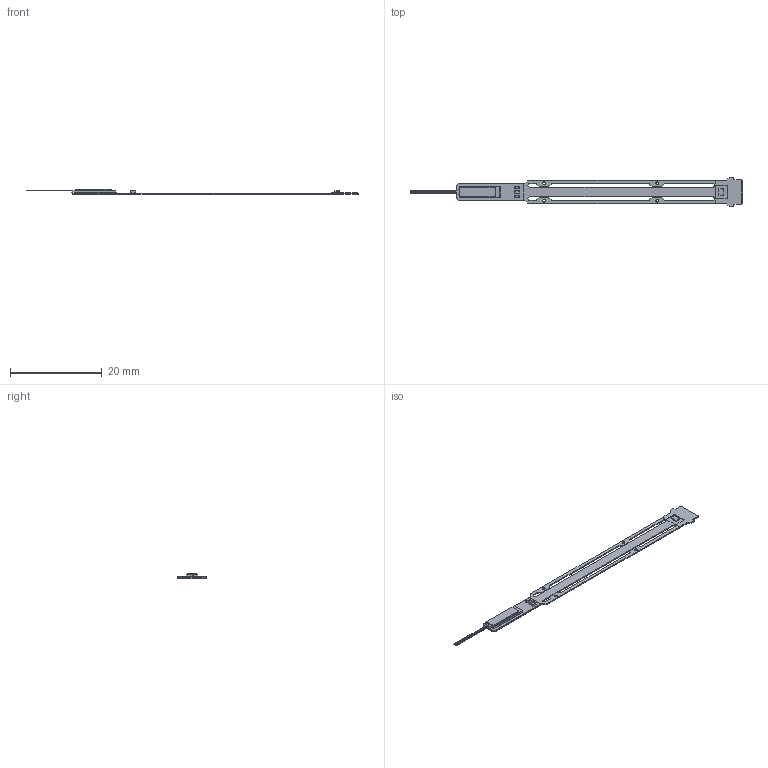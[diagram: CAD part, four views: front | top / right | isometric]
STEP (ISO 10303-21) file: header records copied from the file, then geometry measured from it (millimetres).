
FILE_DESCRIPTION(('Open CASCADE Model'),'2;1');
FILE_NAME('Open CASCADE Shape Model','2023-01-13T11:57:06',('Author'),( 'Open CASCADE'),'Open CASCADE STEP processor 6.8','Open CASCADE 6.8' ,'Unknown');
FILE_SCHEMA(('AUTOMOTIVE_DESIGN { 1 0 10303 214 1 1 1 1 }'));
Length unit declared in the file: millimetre
Products named in the file (28): PCB; Board; Open CASCADE STEP translator 6.8 1.1.1; Open CASCADE STEP translator 6.8 1.1.2; Open CASCADE STEP translator 6.8 1.1.3; U101; VCSP50L1_ROM_edit_RGB8421504; U100; 6269125392; Extruded; 6268649152; 6268648832; U1; 6269128032; 6269127472; Sphere; C105; CerCap_0402; C103; C101; Free-Models; 6217102448; 6217597312
Assembly tree (43 placements, depth 4):
  PCB
    Board
      Open CASCADE STEP translator 6.8 1.1.1
      Open CASCADE STEP translator 6.8 1.1.2
      Open CASCADE STEP translator 6.8 1.1.3
    U101
      VCSP50L1_ROM_edit_RGB8421504
    U100
      6269125392  x4
        Extruded
      6268649152
        Extruded
      6268648832
        Extruded
    U1
      6269128032
        Extruded
      6269127472  x12
        Sphere
    C105
      CerCap_0402
    C103
      CerCap_0402
    C101
      CerCap_0402
    Free-Models
      6217102448
        Extruded
      6217597312
        Extruded
Bounding box: 72.41 x 6.4 x 1.23 mm (x, y, z)
Volume: 82.6 mm3; surface area: 876.3 mm2
Topology: 47 solids, 47 shells, 511 faces, 1299 edges, 762 vertices
Faces by surface type: plane 331, cylinder 64, sphere 60, bspline 56
Full cylindrical faces by diameter (mm): 0.6 x4
Entity records: 12745 total; most frequent: CARTESIAN_POINT 2958, ORIENTED_EDGE 1782, DIRECTION 1629, EDGE_CURVE 891, LINE 769, VECTOR 769, VERTEX_POINT 587, AXIS2_PLACEMENT_3D 430
